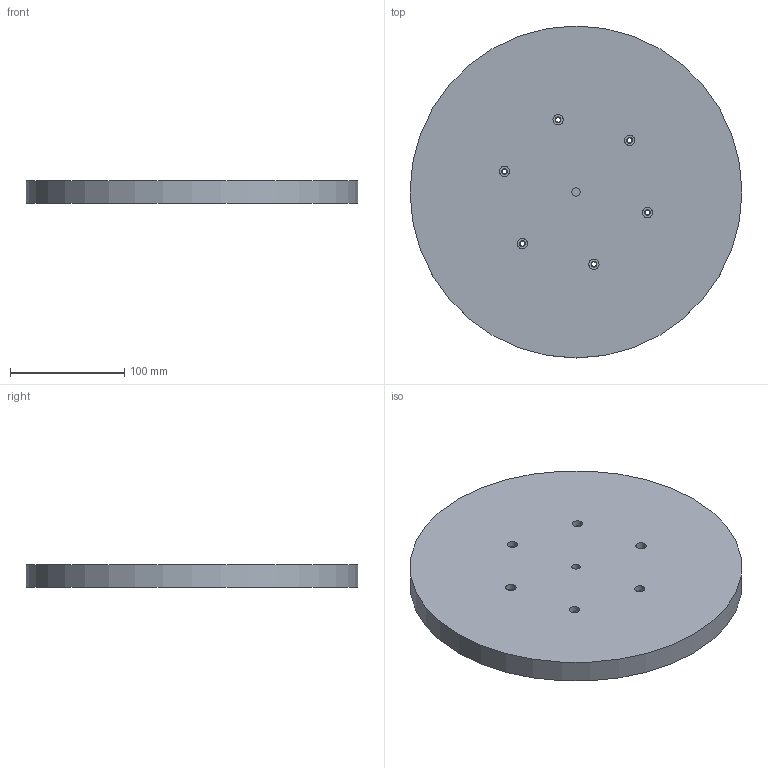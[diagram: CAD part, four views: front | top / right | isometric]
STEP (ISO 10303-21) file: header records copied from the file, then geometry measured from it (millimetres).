
FILE_DESCRIPTION(/* description */ (''),/* implementation_level */ '2;1');
FILE_NAME(/* name */ 'plate.step',/* time_stamp */ '2025-10-11T23:25:31+08:00',/* author */ (''),/* organization */ (''),/* preprocessor_version */ 'ST-DEVELOPER v20.1',/* originating_system */ 'Autodesk Translation Framework v14.17.0.0',/* authorisation */ '');
FILE_SCHEMA (('AUTOMOTIVE_DESIGN { 1 0 10303 214 3 1 1 }'));
Length unit declared in the file: millimetre
Products named in the file (2): plate; 减震垫
Assembly tree (1 placements, depth 2):
  plate
    减震垫
Bounding box: 290 x 290 x 20 mm (x, y, z)
Volume: 1153919.8 mm3; surface area: 191828.2 mm2
Topology: 2 solids, 2 shells, 42 faces, 93 edges, 62 vertices
Faces by surface type: cylinder 31, plane 11
Full cylindrical faces by diameter (mm): 4 x3, 4.234 x6, 5 x6, 6 x6, 7.24 x1, 9 x6, 150 x1, 152 x1, 290 x1
Entity records: 1341 total; most frequent: DIRECTION 245, CARTESIAN_POINT 200, ORIENTED_EDGE 186, AXIS2_PLACEMENT_3D 107, EDGE_LOOP 93, EDGE_CURVE 93, CIRCLE 62, VERTEX_POINT 62
